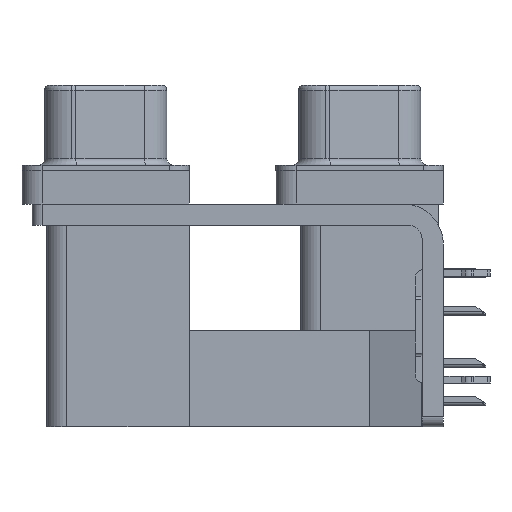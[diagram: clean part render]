
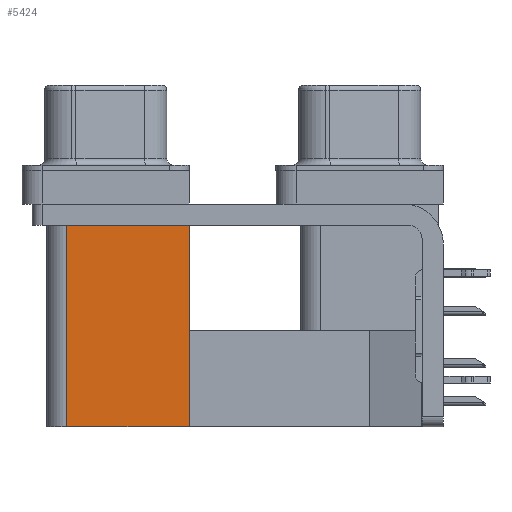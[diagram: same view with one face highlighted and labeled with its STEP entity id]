
A CAD part, left-side view. The second image highlights one B-rep face of the part: STEP entity #5424.
In plain terms, the highlighted planar face has unit normal (-1, 0, 0).
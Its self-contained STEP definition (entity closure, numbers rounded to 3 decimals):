
#793 = VECTOR ( 'NONE', #14412, 1000. ) ;
#2349 = ORIENTED_EDGE ( 'NONE', *, *, #18346, .T. ) ;
#3888 = CARTESIAN_POINT ( 'NONE',  ( 3.79, 12.775, -19.2 ) ) ;
#4477 = CARTESIAN_POINT ( 'NONE',  ( 3.79, 21.975, -2.5 ) ) ;
#5424 = ADVANCED_FACE ( 'NONE', ( #6026 ), #23544, .F. ) ;
#5974 = CARTESIAN_POINT ( 'NONE',  ( 3.79, 12.775, -2.5 ) ) ;
#6026 = FACE_OUTER_BOUND ( 'NONE', #21131, .T. ) ;
#6712 = DIRECTION ( 'NONE',  ( 0., 0., -1. ) ) ;
#7663 = LINE ( 'NONE', #21170, #793 ) ;
#7899 = CARTESIAN_POINT ( 'NONE',  ( 3.79, 12.775, -2.5 ) ) ;
#9618 = CARTESIAN_POINT ( 'NONE',  ( 3.79, 12.775, -19.2 ) ) ;
#9719 = LINE ( 'NONE', #25083, #14996 ) ;
#10045 = LINE ( 'NONE', #9618, #19609 ) ;
#10217 = CARTESIAN_POINT ( 'NONE',  ( 3.79, 12.775, -19.2 ) ) ;
#10516 = ORIENTED_EDGE ( 'NONE', *, *, #21030, .F. ) ;
#10693 = AXIS2_PLACEMENT_3D ( 'NONE', #3888, #26390, #6712 ) ;
#13539 = VERTEX_POINT ( 'NONE', #17566 ) ;
#14191 = EDGE_CURVE ( 'NONE', #15421, #27016, #10045, .T. ) ;
#14314 = ORIENTED_EDGE ( 'NONE', *, *, #14191, .T. ) ;
#14412 = DIRECTION ( 'NONE',  ( 0., 1., 0. ) ) ;
#14996 = VECTOR ( 'NONE', #22515, 1000. ) ;
#15421 = VERTEX_POINT ( 'NONE', #10217 ) ;
#15561 = VERTEX_POINT ( 'NONE', #4477 ) ;
#16530 = DIRECTION ( 'NONE',  ( 0., 1., 0. ) ) ;
#16978 = VECTOR ( 'NONE', #16530, 1000. ) ;
#17566 = CARTESIAN_POINT ( 'NONE',  ( 3.79, 21.975, -19.2 ) ) ;
#18346 = EDGE_CURVE ( 'NONE', #27016, #15561, #23425, .T. ) ;
#19609 = VECTOR ( 'NONE', #27155, 1000. ) ;
#20449 = EDGE_CURVE ( 'NONE', #15421, #13539, #7663, .T. ) ;
#21030 = EDGE_CURVE ( 'NONE', #13539, #15561, #9719, .T. ) ;
#21131 = EDGE_LOOP ( 'NONE', ( #2349, #10516, #22322, #14314 ) ) ;
#21170 = CARTESIAN_POINT ( 'NONE',  ( 3.79, 12.775, -19.2 ) ) ;
#22322 = ORIENTED_EDGE ( 'NONE', *, *, #20449, .F. ) ;
#22515 = DIRECTION ( 'NONE',  ( 0., 0., 1. ) ) ;
#23425 = LINE ( 'NONE', #7899, #16978 ) ;
#23544 = PLANE ( 'NONE',  #10693 ) ;
#25083 = CARTESIAN_POINT ( 'NONE',  ( 3.79, 21.975, -19.2 ) ) ;
#26390 = DIRECTION ( 'NONE',  ( 1., 0., 0. ) ) ;
#27016 = VERTEX_POINT ( 'NONE', #5974 ) ;
#27155 = DIRECTION ( 'NONE',  ( 0., 0., 1. ) ) ;
